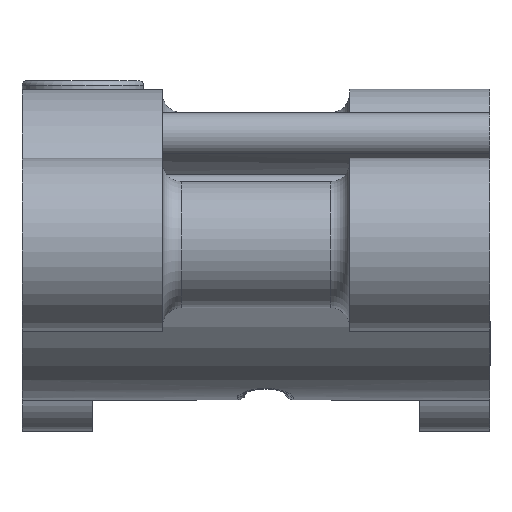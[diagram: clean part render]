
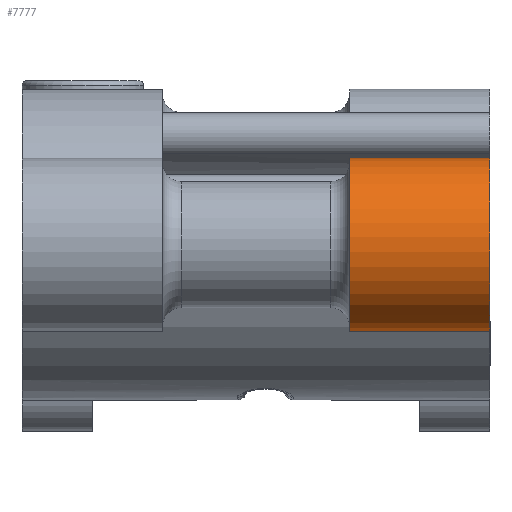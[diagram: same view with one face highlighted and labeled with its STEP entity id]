
A CAD part, left-side view. The second image highlights one B-rep face of the part: STEP entity #7777.
In plain terms, the highlighted cylindrical face has radius 18.5 mm (diameter 37 mm), a partial arc.
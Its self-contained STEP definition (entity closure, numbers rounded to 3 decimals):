
#5774 = VERTEX_POINT('',#5775);
#5775 = CARTESIAN_POINT('',(-25.221,-100.,-11.13));
#5782 = EDGE_CURVE('',#5783,#5774,#5785,.T.);
#5783 = VERTEX_POINT('',#5784);
#5784 = CARTESIAN_POINT('',(-25.221,-100.,11.13));
#5785 = CIRCLE('',#5786,18.5);
#5786 = AXIS2_PLACEMENT_3D('',#5787,#5788,#5789);
#5787 = CARTESIAN_POINT('',(-39.999,-100.,0.));
#5788 = DIRECTION('',(0.,-1.,0.));
#5789 = DIRECTION('',(1.,0.,0.));
#7757 = VERTEX_POINT('',#7758);
#7758 = CARTESIAN_POINT('',(-25.221,-70.,11.13));
#7765 = EDGE_CURVE('',#7757,#5783,#7766,.T.);
#7766 = LINE('',#7767,#7768);
#7767 = CARTESIAN_POINT('',(-25.221,0.,
    11.13));
#7768 = VECTOR('',#7769,1.);
#7769 = DIRECTION('',(0.,-1.,0.));
#7777 = ADVANCED_FACE('',(#7778),#7797,.T.);
#7778 = FACE_BOUND('',#7779,.F.);
#7779 = EDGE_LOOP('',(#7780,#7789,#7790,#7791));
#7780 = ORIENTED_EDGE('',*,*,#7781,.F.);
#7781 = EDGE_CURVE('',#7757,#7782,#7784,.T.);
#7782 = VERTEX_POINT('',#7783);
#7783 = CARTESIAN_POINT('',(-25.221,-70.,-11.13));
#7784 = CIRCLE('',#7785,18.5);
#7785 = AXIS2_PLACEMENT_3D('',#7786,#7787,#7788);
#7786 = CARTESIAN_POINT('',(-39.999,-70.,0.));
#7787 = DIRECTION('',(0.,-1.,0.));
#7788 = DIRECTION('',(1.,0.,0.));
#7789 = ORIENTED_EDGE('',*,*,#7765,.T.);
#7790 = ORIENTED_EDGE('',*,*,#5782,.T.);
#7791 = ORIENTED_EDGE('',*,*,#7792,.F.);
#7792 = EDGE_CURVE('',#7782,#5774,#7793,.T.);
#7793 = LINE('',#7794,#7795);
#7794 = CARTESIAN_POINT('',(-25.221,0.,
    -11.13));
#7795 = VECTOR('',#7796,1.);
#7796 = DIRECTION('',(0.,-1.,0.));
#7797 = CYLINDRICAL_SURFACE('',#7798,18.5);
#7798 = AXIS2_PLACEMENT_3D('',#7799,#7800,#7801);
#7799 = CARTESIAN_POINT('',(-39.999,0.,0.));
#7800 = DIRECTION('',(0.,1.,0.));
#7801 = DIRECTION('',(1.,0.,0.));
